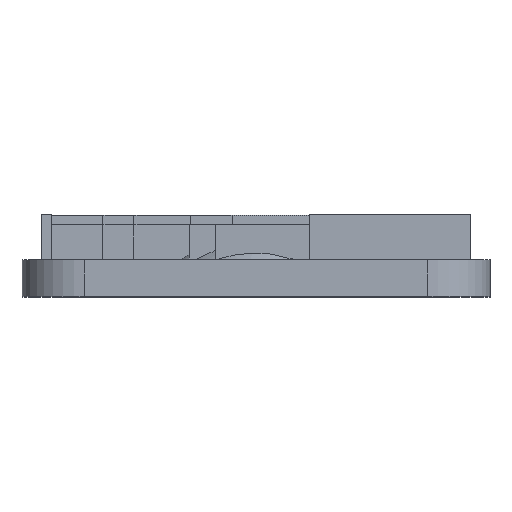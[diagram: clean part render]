
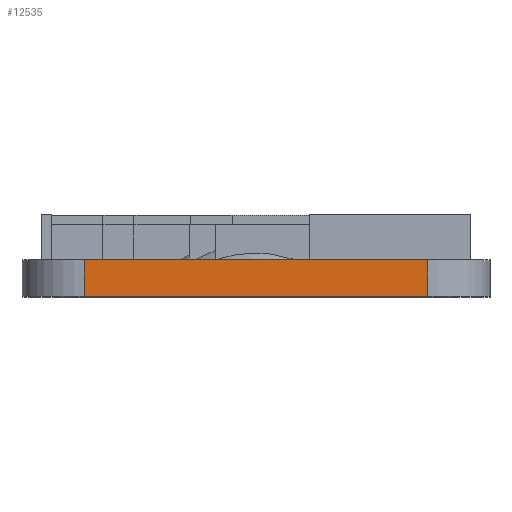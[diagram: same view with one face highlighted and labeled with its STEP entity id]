
A CAD part, top view. The second image highlights one B-rep face of the part: STEP entity #12535.
In plain terms, the highlighted planar face has unit normal (0, 0, 1).
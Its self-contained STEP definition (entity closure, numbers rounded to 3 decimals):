
#2063 = PLANE('',#2064);
#2064 = AXIS2_PLACEMENT_3D('',#2065,#2066,#2067);
#2065 = CARTESIAN_POINT('',(0.,-4.57,0.));
#2066 = DIRECTION('',(0.,1.,0.));
#2067 = DIRECTION('',(0.,0.,1.));
#3986 = PLANE('',#3987);
#3987 = AXIS2_PLACEMENT_3D('',#3988,#3989,#3990);
#3988 = CARTESIAN_POINT('',(0.,0.,0.));
#3989 = DIRECTION('',(0.,1.,0.));
#3990 = DIRECTION('',(0.,0.,1.));
#5557 = VERTEX_POINT('',#5558);
#5558 = CARTESIAN_POINT('',(-21.45,-4.57,29.5));
#5577 = CYLINDRICAL_SURFACE('',#5578,7.8);
#5578 = AXIS2_PLACEMENT_3D('',#5579,#5580,#5581);
#5579 = CARTESIAN_POINT('',(-21.45,0.,21.7));
#5580 = DIRECTION('',(0.,1.,0.));
#5581 = DIRECTION('',(1.,0.,0.));
#5589 = EDGE_CURVE('',#5557,#5590,#5592,.T.);
#5590 = VERTEX_POINT('',#5591);
#5591 = CARTESIAN_POINT('',(21.45,-4.57,29.5));
#5592 = SURFACE_CURVE('',#5593,(#5597,#5604),.PCURVE_S1.);
#5593 = LINE('',#5594,#5595);
#5594 = CARTESIAN_POINT('',(-21.45,-4.57,29.5));
#5595 = VECTOR('',#5596,1.);
#5596 = DIRECTION('',(1.,0.,0.));
#5597 = PCURVE('',#2063,#5598);
#5598 = DEFINITIONAL_REPRESENTATION('',(#5599),#5603);
#5599 = LINE('',#5600,#5601);
#5600 = CARTESIAN_POINT('',(29.5,-21.45));
#5601 = VECTOR('',#5602,1.);
#5602 = DIRECTION('',(0.,1.));
#5603 = ( GEOMETRIC_REPRESENTATION_CONTEXT(2) 
PARAMETRIC_REPRESENTATION_CONTEXT() REPRESENTATION_CONTEXT('2D SPACE',''
  ) );
#5604 = PCURVE('',#5605,#5610);
#5605 = PLANE('',#5606);
#5606 = AXIS2_PLACEMENT_3D('',#5607,#5608,#5609);
#5607 = CARTESIAN_POINT('',(-21.45,0.,29.5));
#5608 = DIRECTION('',(0.,0.,1.));
#5609 = DIRECTION('',(1.,0.,0.));
#5610 = DEFINITIONAL_REPRESENTATION('',(#5611),#5615);
#5611 = LINE('',#5612,#5613);
#5612 = CARTESIAN_POINT('',(0.,-4.57));
#5613 = VECTOR('',#5614,1.);
#5614 = DIRECTION('',(1.,0.));
#5615 = ( GEOMETRIC_REPRESENTATION_CONTEXT(2) 
PARAMETRIC_REPRESENTATION_CONTEXT() REPRESENTATION_CONTEXT('2D SPACE',''
  ) );
#5638 = CYLINDRICAL_SURFACE('',#5639,7.8);
#5639 = AXIS2_PLACEMENT_3D('',#5640,#5641,#5642);
#5640 = CARTESIAN_POINT('',(21.45,0.,21.7));
#5641 = DIRECTION('',(0.,1.,0.));
#5642 = DIRECTION('',(1.,0.,0.));
#9550 = VERTEX_POINT('',#9551);
#9551 = CARTESIAN_POINT('',(-21.45,0.,29.5));
#9577 = EDGE_CURVE('',#9550,#9578,#9580,.T.);
#9578 = VERTEX_POINT('',#9579);
#9579 = CARTESIAN_POINT('',(21.45,0.,29.5));
#9580 = SURFACE_CURVE('',#9581,(#9585,#9592),.PCURVE_S1.);
#9581 = LINE('',#9582,#9583);
#9582 = CARTESIAN_POINT('',(-21.45,0.,29.5));
#9583 = VECTOR('',#9584,1.);
#9584 = DIRECTION('',(1.,0.,0.));
#9585 = PCURVE('',#3986,#9586);
#9586 = DEFINITIONAL_REPRESENTATION('',(#9587),#9591);
#9587 = LINE('',#9588,#9589);
#9588 = CARTESIAN_POINT('',(29.5,-21.45));
#9589 = VECTOR('',#9590,1.);
#9590 = DIRECTION('',(0.,1.));
#9591 = ( GEOMETRIC_REPRESENTATION_CONTEXT(2) 
PARAMETRIC_REPRESENTATION_CONTEXT() REPRESENTATION_CONTEXT('2D SPACE',''
  ) );
#9592 = PCURVE('',#5605,#9593);
#9593 = DEFINITIONAL_REPRESENTATION('',(#9594),#9598);
#9594 = LINE('',#9595,#9596);
#9595 = CARTESIAN_POINT('',(0.,0.));
#9596 = VECTOR('',#9597,1.);
#9597 = DIRECTION('',(1.,0.));
#9598 = ( GEOMETRIC_REPRESENTATION_CONTEXT(2) 
PARAMETRIC_REPRESENTATION_CONTEXT() REPRESENTATION_CONTEXT('2D SPACE',''
  ) );
#12485 = EDGE_CURVE('',#9550,#5557,#12486,.T.);
#12486 = SURFACE_CURVE('',#12487,(#12491,#12498),.PCURVE_S1.);
#12487 = LINE('',#12488,#12489);
#12488 = CARTESIAN_POINT('',(-21.45,0.,29.5));
#12489 = VECTOR('',#12490,1.);
#12490 = DIRECTION('',(0.,-1.,0.));
#12491 = PCURVE('',#5577,#12492);
#12492 = DEFINITIONAL_REPRESENTATION('',(#12493),#12497);
#12493 = LINE('',#12494,#12495);
#12494 = CARTESIAN_POINT('',(-1.571,0.));
#12495 = VECTOR('',#12496,1.);
#12496 = DIRECTION('',(-0.,-1.));
#12497 = ( GEOMETRIC_REPRESENTATION_CONTEXT(2) 
PARAMETRIC_REPRESENTATION_CONTEXT() REPRESENTATION_CONTEXT('2D SPACE',''
  ) );
#12498 = PCURVE('',#5605,#12499);
#12499 = DEFINITIONAL_REPRESENTATION('',(#12500),#12504);
#12500 = LINE('',#12501,#12502);
#12501 = CARTESIAN_POINT('',(0.,0.));
#12502 = VECTOR('',#12503,1.);
#12503 = DIRECTION('',(0.,-1.));
#12504 = ( GEOMETRIC_REPRESENTATION_CONTEXT(2) 
PARAMETRIC_REPRESENTATION_CONTEXT() REPRESENTATION_CONTEXT('2D SPACE',''
  ) );
#12535 = ADVANCED_FACE('',(#12536),#5605,.T.);
#12536 = FACE_BOUND('',#12537,.T.);
#12537 = EDGE_LOOP('',(#12538,#12539,#12540,#12561));
#12538 = ORIENTED_EDGE('',*,*,#12485,.T.);
#12539 = ORIENTED_EDGE('',*,*,#5589,.T.);
#12540 = ORIENTED_EDGE('',*,*,#12541,.F.);
#12541 = EDGE_CURVE('',#9578,#5590,#12542,.T.);
#12542 = SURFACE_CURVE('',#12543,(#12547,#12554),.PCURVE_S1.);
#12543 = LINE('',#12544,#12545);
#12544 = CARTESIAN_POINT('',(21.45,0.,29.5));
#12545 = VECTOR('',#12546,1.);
#12546 = DIRECTION('',(0.,-1.,0.));
#12547 = PCURVE('',#5605,#12548);
#12548 = DEFINITIONAL_REPRESENTATION('',(#12549),#12553);
#12549 = LINE('',#12550,#12551);
#12550 = CARTESIAN_POINT('',(42.9,0.));
#12551 = VECTOR('',#12552,1.);
#12552 = DIRECTION('',(0.,-1.));
#12553 = ( GEOMETRIC_REPRESENTATION_CONTEXT(2) 
PARAMETRIC_REPRESENTATION_CONTEXT() REPRESENTATION_CONTEXT('2D SPACE',''
  ) );
#12554 = PCURVE('',#5638,#12555);
#12555 = DEFINITIONAL_REPRESENTATION('',(#12556),#12560);
#12556 = LINE('',#12557,#12558);
#12557 = CARTESIAN_POINT('',(-1.571,0.));
#12558 = VECTOR('',#12559,1.);
#12559 = DIRECTION('',(-0.,-1.));
#12560 = ( GEOMETRIC_REPRESENTATION_CONTEXT(2) 
PARAMETRIC_REPRESENTATION_CONTEXT() REPRESENTATION_CONTEXT('2D SPACE',''
  ) );
#12561 = ORIENTED_EDGE('',*,*,#9577,.F.);
